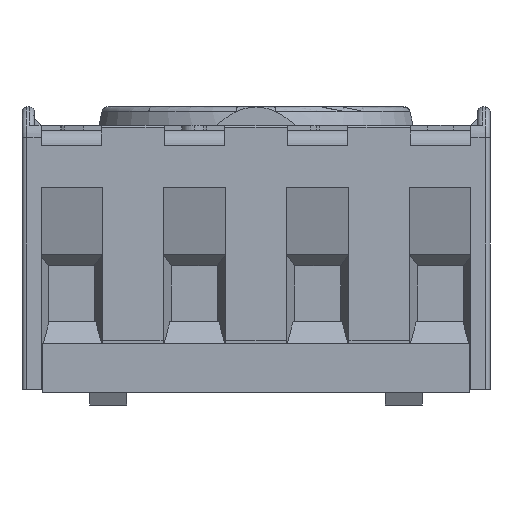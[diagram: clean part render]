
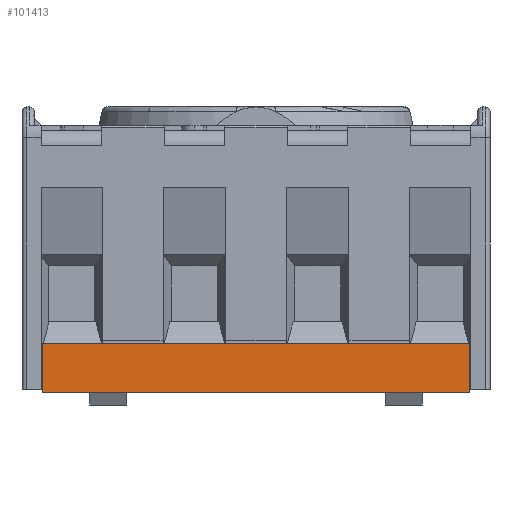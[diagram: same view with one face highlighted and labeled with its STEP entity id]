
A CAD part, front view. The second image highlights one B-rep face of the part: STEP entity #101413.
In plain terms, the highlighted planar face has unit normal (0, -1, 0).
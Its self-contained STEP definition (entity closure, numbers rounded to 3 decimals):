
#2946 = CARTESIAN_POINT ( 'NONE',  ( -22.055, -37.814, -0.275 ) ) ;
#7184 = ORIENTED_EDGE ( 'NONE', *, *, #151649, .T. ) ;
#16012 = EDGE_CURVE ( 'NONE', #131224, #77089, #156249, .T. ) ;
#17196 = DIRECTION ( 'NONE',  ( 0., 1., 0. ) ) ;
#27537 = VERTEX_POINT ( 'NONE', #129386 ) ;
#29093 = CARTESIAN_POINT ( 'NONE',  ( -22.055, -37.814, -4.275 ) ) ;
#32635 = DIRECTION ( 'NONE',  ( 0., 0., 1. ) ) ;
#35735 = CARTESIAN_POINT ( 'NONE',  ( 12.695, -37.814, -0.275 ) ) ;
#42990 = CARTESIAN_POINT ( 'NONE',  ( -22.055, -37.814, -4.275 ) ) ;
#51038 = EDGE_CURVE ( 'NONE', #86865, #27537, #172733, .T. ) ;
#53276 = DIRECTION ( 'NONE',  ( 0., 0., -1. ) ) ;
#64860 = VECTOR ( 'NONE', #53276, 1000. ) ;
#70211 = ORIENTED_EDGE ( 'NONE', *, *, #16012, .T. ) ;
#77089 = VERTEX_POINT ( 'NONE', #42990 ) ;
#86133 = PLANE ( 'NONE',  #147236 ) ;
#86865 = VERTEX_POINT ( 'NONE', #158110 ) ;
#90389 = DIRECTION ( 'NONE',  ( 0., 0., -1. ) ) ;
#91855 = LINE ( 'NONE', #29093, #136591 ) ;
#101413 = ADVANCED_FACE ( 'NONE', ( #166860 ), #86133, .F. ) ;
#118422 = ORIENTED_EDGE ( 'NONE', *, *, #51038, .F. ) ;
#120206 = CARTESIAN_POINT ( 'NONE',  ( -22.055, -37.814, -0.275 ) ) ;
#120652 = DIRECTION ( 'NONE',  ( 1., 0., 0. ) ) ;
#121969 = CARTESIAN_POINT ( 'NONE',  ( -22.055, -37.814, -0.275 ) ) ;
#123154 = DIRECTION ( 'NONE',  ( 1., 0., 0. ) ) ;
#129386 = CARTESIAN_POINT ( 'NONE',  ( 12.695, -37.814, -4.275 ) ) ;
#129669 = CARTESIAN_POINT ( 'NONE',  ( -22.055, -37.814, -0.275 ) ) ;
#131224 = VERTEX_POINT ( 'NONE', #120206 ) ;
#136591 = VECTOR ( 'NONE', #120652, 1000. ) ;
#144028 = EDGE_CURVE ( 'NONE', #131224, #86865, #173306, .T. ) ;
#145321 = ORIENTED_EDGE ( 'NONE', *, *, #144028, .F. ) ;
#147124 = EDGE_LOOP ( 'NONE', ( #7184, #118422, #145321, #70211 ) ) ;
#147236 = AXIS2_PLACEMENT_3D ( 'NONE', #2946, #17196, #32635 ) ;
#151649 = EDGE_CURVE ( 'NONE', #77089, #27537, #91855, .T. ) ;
#156249 = LINE ( 'NONE', #129669, #64860 ) ;
#158110 = CARTESIAN_POINT ( 'NONE',  ( 12.695, -37.814, -0.275 ) ) ;
#166860 = FACE_OUTER_BOUND ( 'NONE', #147124, .T. ) ;
#167020 = VECTOR ( 'NONE', #123154, 1000. ) ;
#170502 = VECTOR ( 'NONE', #90389, 1000. ) ;
#172733 = LINE ( 'NONE', #35735, #170502 ) ;
#173306 = LINE ( 'NONE', #121969, #167020 ) ;
